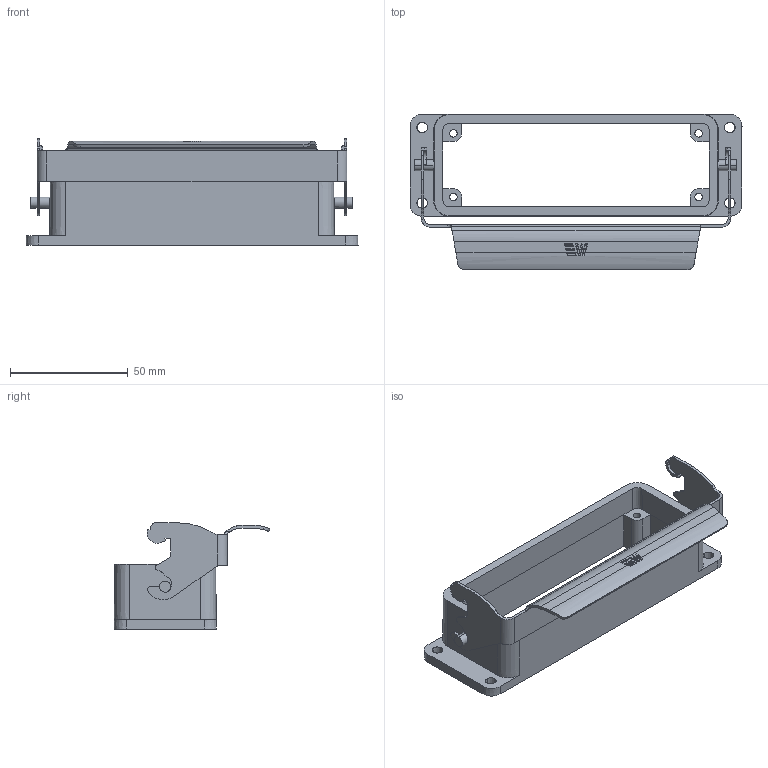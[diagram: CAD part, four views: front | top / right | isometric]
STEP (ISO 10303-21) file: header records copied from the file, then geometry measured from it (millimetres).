
FILE_DESCRIPTION (( 'STEP AP203' ), '1' );
FILE_NAME ('29370S.step', '2025-02-12T17:35:24', ( '' ), ( '' ), 'SwSTEP 2.0', 'SolidWorks 2024', '' );
FILE_SCHEMA (( 'CONFIG_CONTROL_DESIGN' ));
Length unit declared in the file: inch
Products named in the file (1): 29370S
Bounding box: 140.74 x 66.07 x 45 mm (x, y, z)
Volume: 43894.6 mm3; surface area: 33077 mm2
Topology: 1 solids, 1 shells, 213 faces, 607 edges, 400 vertices
Faces by surface type: cylinder 95, plane 94, cone 20, bspline 4
Entity records: 7636 total; most frequent: CARTESIAN_POINT 1974, ORIENTED_EDGE 1214, DIRECTION 1120, EDGE_CURVE 607, VERTEX_POINT 400, AXIS2_PLACEMENT_3D 379, LINE 362, VECTOR 362
